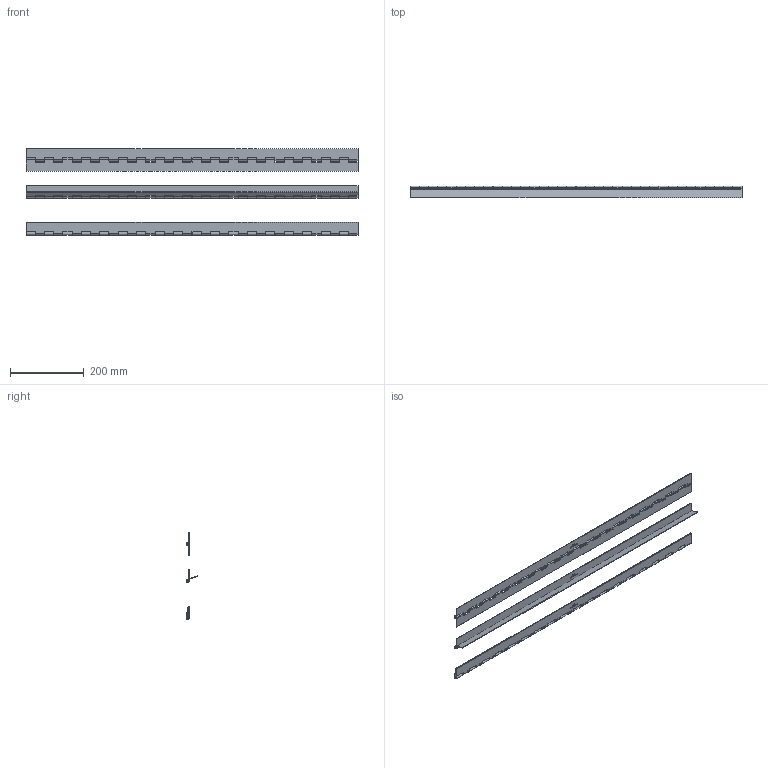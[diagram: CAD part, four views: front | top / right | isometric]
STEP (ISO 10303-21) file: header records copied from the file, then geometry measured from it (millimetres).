
FILE_DESCRIPTION (( 'STEP AP214' ), '1' );
FILE_NAME ('76842-Piano Hinge Stainless Steel Unpunched 60mm 900mm.STEP', '2019-01-04T00:31:49', ( '' ), ( '' ), 'SwSTEP 2.0', 'SolidWorks 2018', '' );
FILE_SCHEMA (( 'AUTOMOTIVE_DESIGN' ));
Length unit declared in the file: millimetre
Products named in the file (4): Bottom; 76842-Piano Hinge Stainless Steel Unpunched 60mm 900mm; Pin; Top
Assembly tree (9 placements, depth 2):
  76842-Piano Hinge Stainless Steel Unpunched 60mm 900mm
    Bottom  x3
    Pin  x3
    Top  x3
Bounding box: 900 x 32.12 x 234.5 mm (x, y, z)
Volume: 352321.7 mm3; surface area: 470116.1 mm2
Topology: 9 solids, 9 shells, 1911 faces, 5436 edges, 3624 vertices
Faces by surface type: plane 936, cylinder 654, bspline 321
Entity records: 27022 total; most frequent: CARTESIAN_POINT 10536, ORIENTED_EDGE 3624, DIRECTION 3118, EDGE_CURVE 1812, VERTEX_POINT 1208, VECTOR 1162, LINE 1162, AXIS2_PLACEMENT_3D 978
